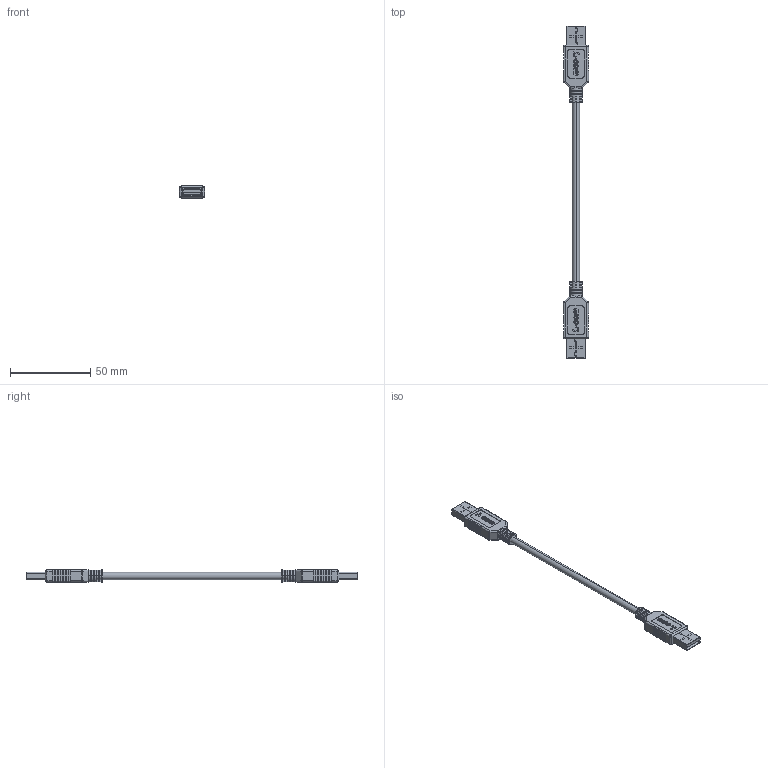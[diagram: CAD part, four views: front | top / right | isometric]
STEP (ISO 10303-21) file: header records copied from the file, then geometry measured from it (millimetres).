
FILE_DESCRIPTION (( 'STEP AP214' ), '1' );
FILE_NAME ('ECUSBAA.STEP', '2010-11-12T14:54:59', ( 'x' ), ( 'Microsoft' ), 'SwSTEP 2.0', 'SolidWorks 2010', '' );
FILE_SCHEMA (( 'AUTOMOTIVE_DESIGN' ));
Length unit declared in the file: inch
Products named in the file (10): 1AA05-003_CRIMPED; 3AB06-025; 1AA05-003-MA2_CRIMPED; 1AA05-003-MA1; 1AA05-003-MA3; 1AA05-003-MA5; 1AA05-003-MA4; MTN-151; ECUSBAA; CSUZAB-MA1
Assembly tree (13 placements, depth 4):
  ECUSBAA
    3AB06-025  x2
      1AA05-003_CRIMPED
        1AA05-003-MA4  x4
        1AA05-003-MA3
        1AA05-003-MA1
        1AA05-003-MA2_CRIMPED
        1AA05-003-MA5
      MTN-151
    CSUZAB-MA1
Bounding box: 15.7 x 207 x 7.5 mm (x, y, z)
Volume: 10403.3 mm3; surface area: 13193.5 mm2
Topology: 23 solids, 23 shells, 1119 faces, 2991 edges, 1914 vertices
Faces by surface type: plane 754, cylinder 237, bspline 84, sphere 40, torus 4
Entity records: 20677 total; most frequent: CARTESIAN_POINT 6534, ORIENTED_EDGE 2786, DIRECTION 2565, EDGE_CURVE 1393, VECTOR 1009, LINE 1009, VERTEX_POINT 906, AXIS2_PLACEMENT_3D 778
